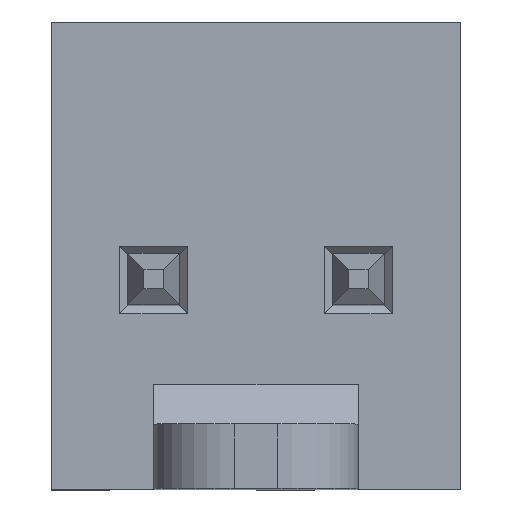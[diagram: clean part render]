
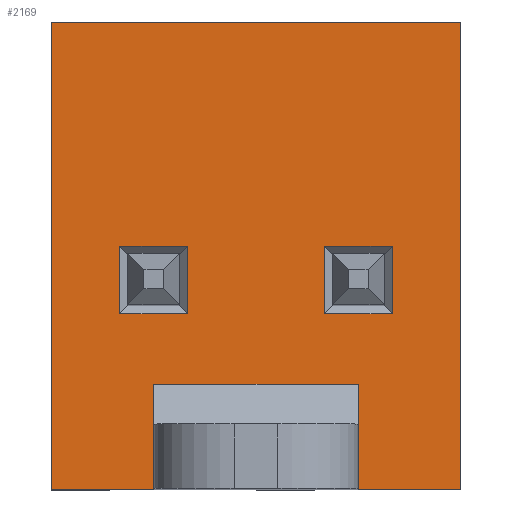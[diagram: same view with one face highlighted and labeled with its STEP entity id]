
A CAD part, top view. The second image highlights one B-rep face of the part: STEP entity #2169.
In plain terms, the highlighted planar face has unit normal (0, 0, 1).
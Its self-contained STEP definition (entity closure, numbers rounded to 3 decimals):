
#362=ORIENTED_EDGE('',*,*,#604,.T.);
#363=ORIENTED_EDGE('',*,*,#598,.T.);
#364=ORIENTED_EDGE('',*,*,#600,.T.);
#365=ORIENTED_EDGE('',*,*,#606,.T.);
#366=ORIENTED_EDGE('',*,*,#549,.F.);
#367=ORIENTED_EDGE('',*,*,#518,.F.);
#368=ORIENTED_EDGE('',*,*,#548,.T.);
#369=ORIENTED_EDGE('',*,*,#504,.F.);
#370=ORIENTED_EDGE('',*,*,#559,.F.);
#371=ORIENTED_EDGE('',*,*,#545,.T.);
#372=ORIENTED_EDGE('',*,*,#554,.F.);
#373=ORIENTED_EDGE('',*,*,#498,.F.);
#374=ORIENTED_EDGE('',*,*,#568,.T.);
#375=ORIENTED_EDGE('',*,*,#564,.T.);
#376=ORIENTED_EDGE('',*,*,#566,.T.);
#377=ORIENTED_EDGE('',*,*,#569,.T.);
#498=EDGE_CURVE('',#692,#693,#840,.T.);
#504=EDGE_CURVE('',#698,#699,#844,.T.);
#518=EDGE_CURVE('',#708,#709,#858,.T.);
#545=EDGE_CURVE('',#728,#731,#883,.T.);
#548=EDGE_CURVE('',#708,#699,#886,.T.);
#549=EDGE_CURVE('',#709,#692,#887,.T.);
#554=EDGE_CURVE('',#693,#731,#892,.T.);
#559=EDGE_CURVE('',#728,#698,#897,.T.);
#564=EDGE_CURVE('',#736,#737,#902,.T.);
#566=EDGE_CURVE('',#737,#738,#904,.T.);
#568=EDGE_CURVE('',#739,#736,#906,.T.);
#569=EDGE_CURVE('',#738,#739,#907,.T.);
#598=EDGE_CURVE('',#757,#759,#936,.T.);
#600=EDGE_CURVE('',#759,#761,#938,.T.);
#604=EDGE_CURVE('',#763,#757,#942,.T.);
#606=EDGE_CURVE('',#761,#763,#944,.T.);
#692=VERTEX_POINT('',#2782);
#693=VERTEX_POINT('',#2784);
#698=VERTEX_POINT('',#2794);
#699=VERTEX_POINT('',#2796);
#708=VERTEX_POINT('',#2821);
#709=VERTEX_POINT('',#2823);
#728=VERTEX_POINT('',#2870);
#731=VERTEX_POINT('',#2875);
#736=VERTEX_POINT('',#2910);
#737=VERTEX_POINT('',#2912);
#738=VERTEX_POINT('',#2916);
#739=VERTEX_POINT('',#2920);
#757=VERTEX_POINT('',#2979);
#759=VERTEX_POINT('',#2983);
#761=VERTEX_POINT('',#2988);
#763=VERTEX_POINT('',#2994);
#840=LINE('',#2783,#1046);
#844=LINE('',#2795,#1050);
#858=LINE('',#2822,#1064);
#883=LINE('',#2876,#1089);
#886=LINE('',#2881,#1092);
#887=LINE('',#2883,#1093);
#892=LINE('',#2891,#1098);
#897=LINE('',#2899,#1103);
#902=LINE('',#2913,#1108);
#904=LINE('',#2917,#1110);
#906=LINE('',#2921,#1112);
#907=LINE('',#2923,#1113);
#936=LINE('',#2984,#1142);
#938=LINE('',#2989,#1144);
#942=LINE('',#2996,#1148);
#944=LINE('',#2999,#1150);
#1046=VECTOR('',#2376,1000.);
#1050=VECTOR('',#2384,1000.);
#1064=VECTOR('',#2404,1000.);
#1089=VECTOR('',#2441,1000.);
#1092=VECTOR('',#2448,1000.);
#1093=VECTOR('',#2451,1000.);
#1098=VECTOR('',#2458,1000.);
#1103=VECTOR('',#2465,1000.);
#1108=VECTOR('',#2484,1000.);
#1110=VECTOR('',#2488,1000.);
#1112=VECTOR('',#2492,1000.);
#1113=VECTOR('',#2495,1000.);
#1142=VECTOR('',#2548,1000.);
#1144=VECTOR('',#2552,1000.);
#1148=VECTOR('',#2558,1000.);
#1150=VECTOR('',#2562,1000.);
#1279=EDGE_LOOP('',(#362,#363,#364,#365));
#1280=EDGE_LOOP('',(#366,#367,#368,#369,#370,#371,#372,#373));
#1281=EDGE_LOOP('',(#374,#375,#376,#377));
#1375=FACE_BOUND('',#1279,.T.);
#1376=FACE_BOUND('',#1280,.T.);
#1377=FACE_BOUND('',#1281,.T.);
#1463=PLANE('',#2268);
#2169=ADVANCED_FACE('',(#1375,#1376,#1377),#1463,.T.);
#2268=AXIS2_PLACEMENT_3D('',#3046,#2610,#2611);
#2376=DIRECTION('',(1.,0.,0.));
#2384=DIRECTION('',(1.,0.,0.));
#2404=DIRECTION('',(-1.,0.,0.));
#2441=DIRECTION('',(-1.,0.,0.));
#2448=DIRECTION('',(0.,1.,0.));
#2451=DIRECTION('',(0.,1.,0.));
#2458=DIRECTION('',(0.,-1.,0.));
#2465=DIRECTION('',(0.,1.,0.));
#2484=DIRECTION('',(0.,1.,0.));
#2488=DIRECTION('',(1.,0.,0.));
#2492=DIRECTION('',(-1.,0.,0.));
#2495=DIRECTION('',(0.,-1.,0.));
#2548=DIRECTION('',(0.,1.,0.));
#2552=DIRECTION('',(1.,0.,0.));
#2558=DIRECTION('',(-1.,0.,0.));
#2562=DIRECTION('',(0.,-1.,0.));
#2610=DIRECTION('',(0.,0.,1.));
#2611=DIRECTION('',(1.,0.,0.));
#2782=CARTESIAN_POINT('',(-2.54,2.9,-2.45));
#2783=CARTESIAN_POINT('',(-2.54,2.9,-2.45));
#2784=CARTESIAN_POINT('',(-1.27,2.9,-2.45));
#2794=CARTESIAN_POINT('',(1.27,2.9,-2.45));
#2795=CARTESIAN_POINT('',(1.27,2.9,-2.45));
#2796=CARTESIAN_POINT('',(2.54,2.9,-2.45));
#2821=CARTESIAN_POINT('',(2.54,-2.9,-2.45));
#2822=CARTESIAN_POINT('',(2.54,-2.9,-2.45));
#2823=CARTESIAN_POINT('',(-2.54,-2.9,-2.45));
#2870=CARTESIAN_POINT('',(1.27,2.1,-2.45));
#2875=CARTESIAN_POINT('',(-1.27,2.1,-2.45));
#2876=CARTESIAN_POINT('',(2.54,2.1,-2.45));
#2881=CARTESIAN_POINT('',(2.54,-2.9,-2.45));
#2883=CARTESIAN_POINT('',(-2.54,-2.9,-2.45));
#2891=CARTESIAN_POINT('',(-1.27,2.9,-2.45));
#2899=CARTESIAN_POINT('',(1.27,2.1,-2.45));
#2910=CARTESIAN_POINT('',(0.85,-0.12,-2.45));
#2912=CARTESIAN_POINT('',(0.85,0.72,-2.45));
#2913=CARTESIAN_POINT('',(0.85,-2.9,-2.45));
#2916=CARTESIAN_POINT('',(1.69,0.72,-2.45));
#2917=CARTESIAN_POINT('',(2.54,0.72,-2.45));
#2920=CARTESIAN_POINT('',(1.69,-0.12,-2.45));
#2921=CARTESIAN_POINT('',(2.54,-0.12,-2.45));
#2923=CARTESIAN_POINT('',(1.69,-2.9,-2.45));
#2979=CARTESIAN_POINT('',(-1.69,-0.12,-2.45));
#2983=CARTESIAN_POINT('',(-1.69,0.72,-2.45));
#2984=CARTESIAN_POINT('',(-1.69,-2.9,-2.45));
#2988=CARTESIAN_POINT('',(-0.85,0.72,-2.45));
#2989=CARTESIAN_POINT('',(2.54,0.72,-2.45));
#2994=CARTESIAN_POINT('',(-0.85,-0.12,-2.45));
#2996=CARTESIAN_POINT('',(2.54,-0.12,-2.45));
#2999=CARTESIAN_POINT('',(-0.85,-2.9,-2.45));
#3046=CARTESIAN_POINT('',(2.54,-2.9,-2.45));
